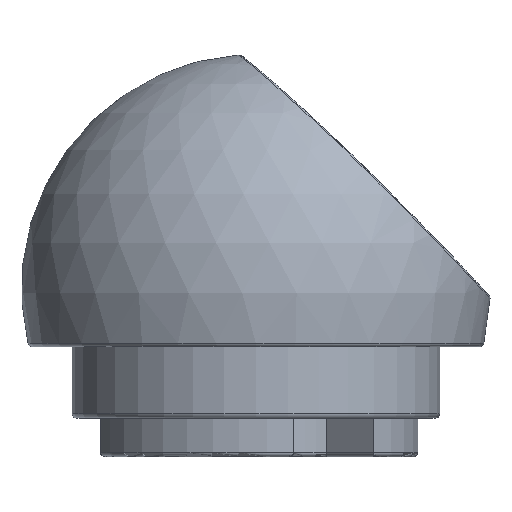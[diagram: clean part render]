
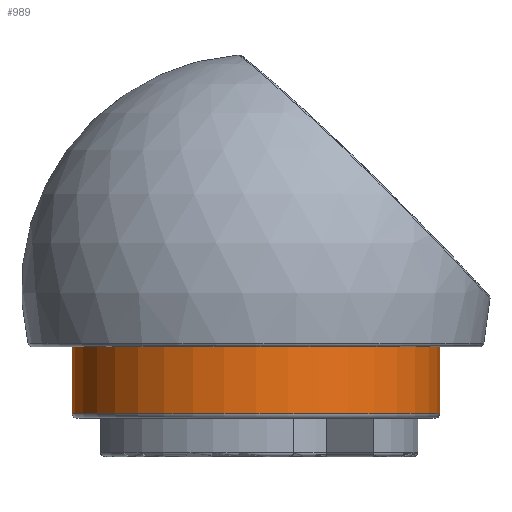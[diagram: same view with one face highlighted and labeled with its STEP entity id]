
A CAD part, front view. The second image highlights one B-rep face of the part: STEP entity #989.
In plain terms, the highlighted cylindrical face has radius 8.5 mm (diameter 17 mm), a full revolution.
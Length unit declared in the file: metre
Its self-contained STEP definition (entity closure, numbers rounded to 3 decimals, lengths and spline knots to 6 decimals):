
#78=CIRCLE('',#1094,0.0085);
#79=CIRCLE('',#1096,0.0085);
#125=LINE('',#2514,#179);
#179=VECTOR('',#1284,0.0085);
#221=CYLINDRICAL_SURFACE('',#1095,0.0085);
#262=FACE_OUTER_BOUND('',#332,.T.);
#332=EDGE_LOOP('',(#767,#768,#769,#770));
#487=VERTEX_POINT('',#2510);
#488=VERTEX_POINT('',#2513);
#593=EDGE_CURVE('',#487,#487,#78,.T.);
#594=EDGE_CURVE('',#487,#488,#125,.T.);
#595=EDGE_CURVE('',#488,#488,#79,.T.);
#767=ORIENTED_EDGE('',*,*,#593,.F.);
#768=ORIENTED_EDGE('',*,*,#594,.T.);
#769=ORIENTED_EDGE('',*,*,#595,.T.);
#770=ORIENTED_EDGE('',*,*,#594,.F.);
#989=ADVANCED_FACE('',(#262),#221,.T.);
#1094=AXIS2_PLACEMENT_3D('',#2511,#1280,#1281);
#1095=AXIS2_PLACEMENT_3D('',#2512,#1282,#1283);
#1096=AXIS2_PLACEMENT_3D('',#2515,#1285,#1286);
#1280=DIRECTION('center_axis',(0.,0.,1.));
#1281=DIRECTION('ref_axis',(1.,0.,0.));
#1282=DIRECTION('center_axis',(0.,0.,1.));
#1283=DIRECTION('ref_axis',(1.,0.,0.));
#1284=DIRECTION('',(0.,0.,-1.));
#1285=DIRECTION('center_axis',(0.,0.,1.));
#1286=DIRECTION('ref_axis',(1.,0.,0.));
#2510=CARTESIAN_POINT('',(-0.0085,0.,0.0053));
#2511=CARTESIAN_POINT('Origin',(0.,0.,0.0053));
#2512=CARTESIAN_POINT('Origin',(0.,0.,0.010408));
#2513=CARTESIAN_POINT('',(-0.0085,0.,0.0022));
#2514=CARTESIAN_POINT('',(-0.0085,0.,0.010408));
#2515=CARTESIAN_POINT('Origin',(0.,0.,0.0022));
